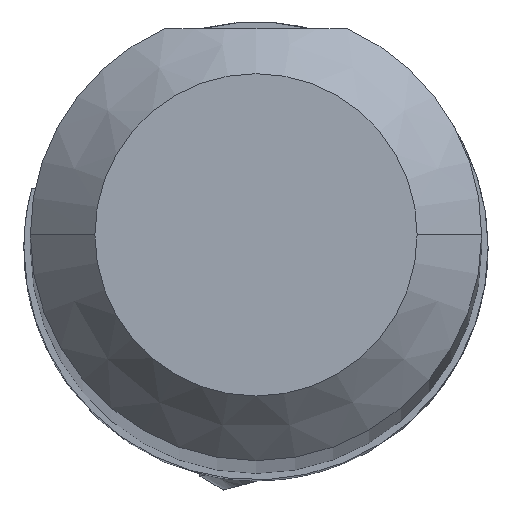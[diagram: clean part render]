
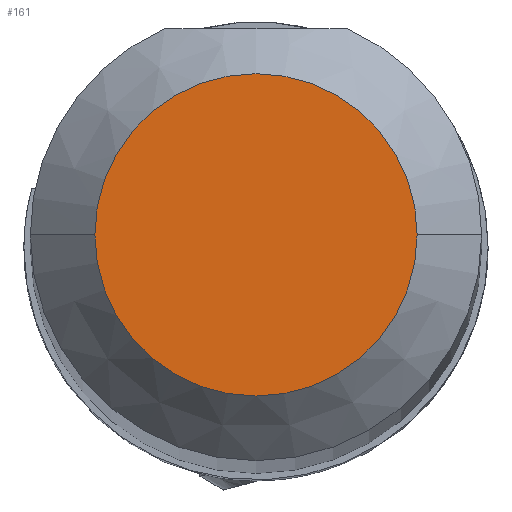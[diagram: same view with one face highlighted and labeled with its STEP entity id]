
A CAD part, top view. The second image highlights one B-rep face of the part: STEP entity #161.
In plain terms, the highlighted planar face has unit normal (0, 0, 1).
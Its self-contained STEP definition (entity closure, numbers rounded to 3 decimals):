
#72=PLANE('',#1315);
#101=FACE_OUTER_BOUND('',#258,.T.);
#161=ADVANCED_FACE('',(#101),#72,.T.);
#258=EDGE_LOOP('',(#704,#705,#706,#707));
#316=CIRCLE('',#1309,2.5);
#317=CIRCLE('',#1310,2.5);
#318=CIRCLE('',#1312,2.5);
#319=CIRCLE('',#1313,2.5);
#704=ORIENTED_EDGE('',*,*,#1082,.T.);
#705=ORIENTED_EDGE('',*,*,#1086,.T.);
#706=ORIENTED_EDGE('',*,*,#1085,.T.);
#707=ORIENTED_EDGE('',*,*,#1083,.T.);
#937=VERTEX_POINT('',#2105);
#938=VERTEX_POINT('',#2107);
#939=VERTEX_POINT('',#2109);
#940=VERTEX_POINT('',#2113);
#1082=EDGE_CURVE('',#938,#937,#316,.T.);
#1083=EDGE_CURVE('',#939,#938,#317,.T.);
#1085=EDGE_CURVE('',#940,#939,#318,.T.);
#1086=EDGE_CURVE('',#937,#940,#319,.T.);
#1309=AXIS2_PLACEMENT_3D('',#2106,#1565,#1566);
#1310=AXIS2_PLACEMENT_3D('',#2108,#1567,#1568);
#1312=AXIS2_PLACEMENT_3D('',#2112,#1572,#1573);
#1313=AXIS2_PLACEMENT_3D('',#2114,#1574,#1575);
#1315=AXIS2_PLACEMENT_3D('',#2116,#1578,#1579);
#1565=DIRECTION('',(0.,0.,1.));
#1566=DIRECTION('',(0.,1.,0.));
#1567=DIRECTION('',(0.,0.,1.));
#1568=DIRECTION('',(1.,0.,0.));
#1572=DIRECTION('',(0.,0.,1.));
#1573=DIRECTION('',(0.,-1.,0.));
#1574=DIRECTION('',(0.,0.,1.));
#1575=DIRECTION('',(-1.,0.,0.));
#1578=DIRECTION('',(0.,0.,1.));
#1579=DIRECTION('',(-1.,0.,0.));
#2105=CARTESIAN_POINT('',(-2.5,0.,0.));
#2106=CARTESIAN_POINT('',(0.,0.,0.));
#2107=CARTESIAN_POINT('',(0.,2.5,0.));
#2108=CARTESIAN_POINT('',(0.,0.,0.));
#2109=CARTESIAN_POINT('',(2.5,0.,0.));
#2112=CARTESIAN_POINT('',(0.,0.,0.));
#2113=CARTESIAN_POINT('',(0.,-2.5,0.));
#2114=CARTESIAN_POINT('',(0.,0.,0.));
#2116=CARTESIAN_POINT('',(0.,0.,0.));
